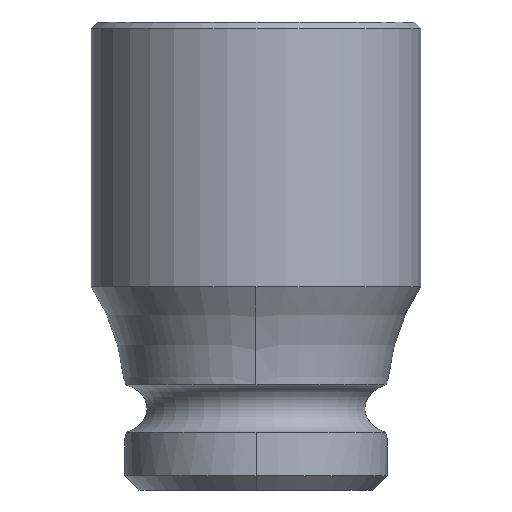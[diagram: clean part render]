
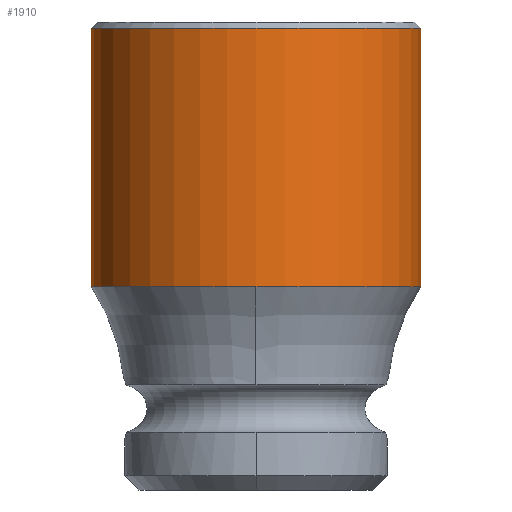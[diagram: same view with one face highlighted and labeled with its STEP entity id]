
A CAD part, left-side view. The second image highlights one B-rep face of the part: STEP entity #1910.
In plain terms, the highlighted cylindrical face has radius 8.1 mm (diameter 16.2 mm), a partial arc.
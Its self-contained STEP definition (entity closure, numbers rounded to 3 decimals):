
#849=CARTESIAN_POINT('',(0.,0.,22.7));
#850=DIRECTION('',(0.,0.,1.));
#851=DIRECTION('',(0.,1.,0.));
#852=AXIS2_PLACEMENT_3D('',#849,#850,#851);
#854=CARTESIAN_POINT('',(0.,0.,10.));
#855=DIRECTION('',(0.,0.,1.));
#856=DIRECTION('',(-1.,0.,0.));
#857=AXIS2_PLACEMENT_3D('',#854,#855,#856);
#859=CARTESIAN_POINT('',(0.,0.,10.));
#860=DIRECTION('',(0.,0.,1.));
#861=DIRECTION('',(0.,1.,0.));
#862=AXIS2_PLACEMENT_3D('',#859,#860,#861);
#897=DIRECTION('',(0.,0.,1.));
#898=VECTOR('',#897,12.7);
#899=CARTESIAN_POINT('',(0.,8.1,10.));
#900=LINE('',#899,#898);
#901=DIRECTION('',(0.,0.,1.));
#902=VECTOR('',#901,12.7);
#903=CARTESIAN_POINT('',(0.,-8.1,10.));
#904=LINE('',#903,#902);
#1002=CARTESIAN_POINT('',(0.,8.1,10.));
#1003=CARTESIAN_POINT('',(-8.1,0.,10.));
#1004=VERTEX_POINT('',#1002);
#1005=VERTEX_POINT('',#1003);
#1006=CARTESIAN_POINT('',(0.,-8.1,10.));
#1007=VERTEX_POINT('',#1006);
#1037=CARTESIAN_POINT('',(0.,-8.1,22.7));
#1038=CARTESIAN_POINT('',(0.,8.1,22.7));
#1039=VERTEX_POINT('',#1037);
#1040=VERTEX_POINT('',#1038);
#1895=CARTESIAN_POINT('',(0.,0.,9.35));
#1896=DIRECTION('',(0.,0.,1.));
#1897=DIRECTION('',(0.,1.,0.));
#1898=AXIS2_PLACEMENT_3D('',#1895,#1896,#1897);
#1899=CYLINDRICAL_SURFACE('',#1898,8.1);
#1901=ORIENTED_EDGE('',*,*,#1900,.T.);
#1903=ORIENTED_EDGE('',*,*,#1902,.F.);
#1904=ORIENTED_EDGE('',*,*,#1889,.F.);
#1905=ORIENTED_EDGE('',*,*,#1538,.F.);
#1907=ORIENTED_EDGE('',*,*,#1906,.T.);
#1908=EDGE_LOOP('',(#1901,#1903,#1904,#1905,#1907));
#1909=FACE_OUTER_BOUND('',#1908,.F.);
#1910=ADVANCED_FACE('',(#1909),#1899,.T.);
#853=CIRCLE('',#852,8.1);
#858=CIRCLE('',#857,8.1);
#863=CIRCLE('',#862,8.1);
#1538=EDGE_CURVE('',#1004,#1005,#863,.T.);
#1889=EDGE_CURVE('',#1005,#1007,#858,.T.);
#1900=EDGE_CURVE('',#1040,#1039,#853,.T.);
#1902=EDGE_CURVE('',#1007,#1039,#904,.T.);
#1906=EDGE_CURVE('',#1004,#1040,#900,.T.);
